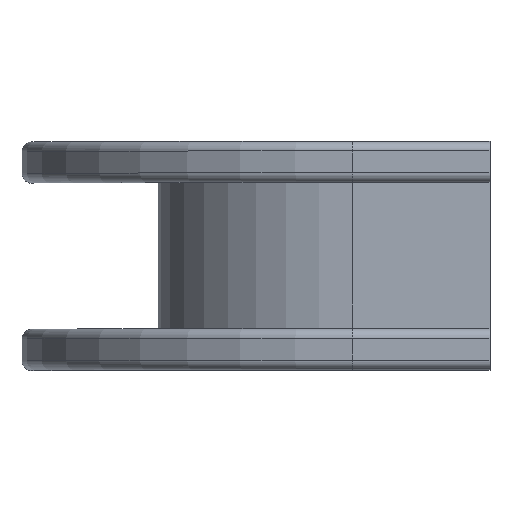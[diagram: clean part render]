
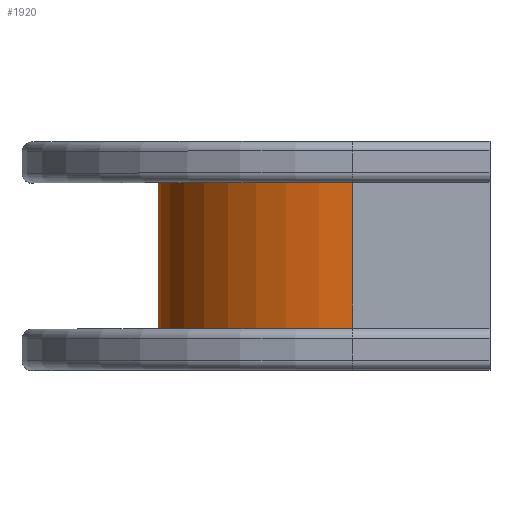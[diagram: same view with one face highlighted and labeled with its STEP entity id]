
A CAD part, top view. The second image highlights one B-rep face of the part: STEP entity #1920.
In plain terms, the highlighted cylindrical face has radius 42.6 mm (diameter 85.2 mm), a partial arc.
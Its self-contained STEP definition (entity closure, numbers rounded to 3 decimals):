
#127=LINE('',#3231,#279);
#137=LINE('',#3244,#289);
#279=VECTOR('',#2587,1.);
#289=VECTOR('',#2601,1.);
#386=CYLINDRICAL_SURFACE('',#2122,42.6);
#468=FACE_OUTER_BOUND('',#586,.T.);
#586=EDGE_LOOP('',(#1514,#1515,#1516,#1517));
#653=CIRCLE('',#1990,42.6);
#732=CIRCLE('',#2123,42.6);
#791=VERTEX_POINT('',#2917);
#793=VERTEX_POINT('',#2921);
#897=VERTEX_POINT('',#3223);
#900=VERTEX_POINT('',#3243);
#969=EDGE_CURVE('',#791,#793,#653,.T.);
#1119=EDGE_CURVE('',#897,#791,#127,.T.);
#1129=EDGE_CURVE('',#900,#793,#137,.T.);
#1130=EDGE_CURVE('',#897,#900,#732,.T.);
#1514=ORIENTED_EDGE('',*,*,#1119,.T.);
#1515=ORIENTED_EDGE('',*,*,#969,.T.);
#1516=ORIENTED_EDGE('',*,*,#1129,.F.);
#1517=ORIENTED_EDGE('',*,*,#1130,.F.);
#1920=ADVANCED_FACE('',(#468),#386,.T.);
#1990=AXIS2_PLACEMENT_3D('',#2923,#2254,#2255);
#2122=AXIS2_PLACEMENT_3D('',#3242,#2599,#2600);
#2123=AXIS2_PLACEMENT_3D('',#3245,#2602,#2603);
#2254=DIRECTION('center_axis',(0.,-1.,0.));
#2255=DIRECTION('ref_axis',(0.,0.,1.));
#2587=DIRECTION('',(0.,1.,0.));
#2599=DIRECTION('center_axis',(0.,-1.,0.));
#2600=DIRECTION('ref_axis',(0.,0.,1.));
#2601=DIRECTION('',(0.,1.,0.));
#2602=DIRECTION('center_axis',(0.,-1.,0.));
#2603=DIRECTION('ref_axis',(0.,0.,1.));
#2917=CARTESIAN_POINT('',(54.521,43.38,75.9));
#2921=CARTESIAN_POINT('',(11.921,43.38,33.3));
#2923=CARTESIAN_POINT('Origin',(54.521,43.38,33.3));
#3223=CARTESIAN_POINT('',(54.521,-1.42,75.9));
#3231=CARTESIAN_POINT('',(54.521,-1.42,75.9));
#3242=CARTESIAN_POINT('Origin',(54.521,9.78,33.3));
#3243=CARTESIAN_POINT('',(11.921,-1.42,33.3));
#3244=CARTESIAN_POINT('',(11.921,43.38,33.3));
#3245=CARTESIAN_POINT('Origin',(54.521,-1.42,33.3));
